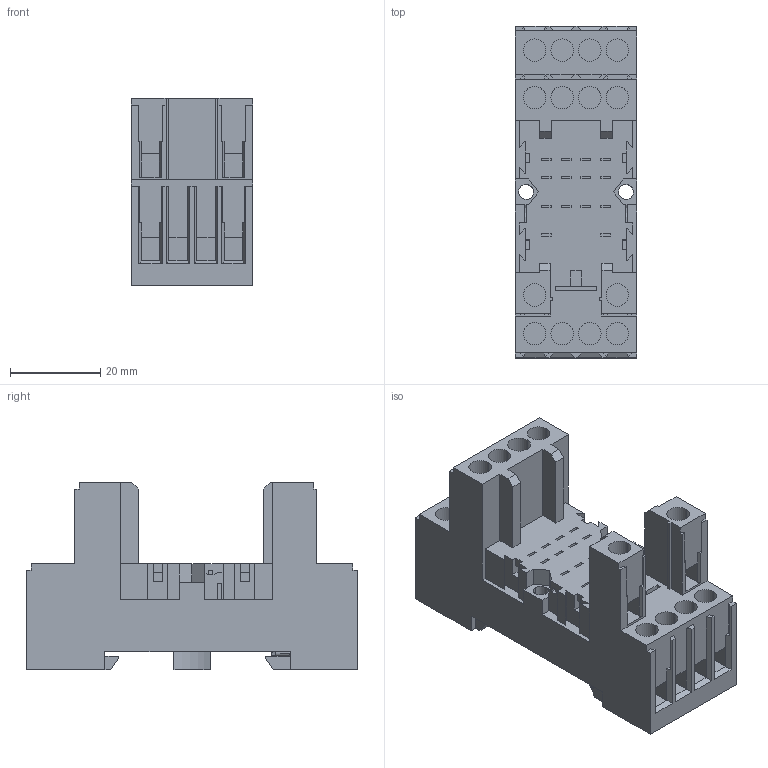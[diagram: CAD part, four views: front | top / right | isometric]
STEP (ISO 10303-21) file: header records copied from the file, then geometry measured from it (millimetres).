
FILE_DESCRIPTION(('CATIA V5R19 STEP'),'2;1');
FILE_NAME ('7642313_3', '2015-10-01T06:15:17+00:00', ('Weidmueller Interface'), ('Weidmueller'), 'CATIA Version 5 Release 20 SP 5 (IN-10)', 'CATIA V5 STEP AP214', 'none');
FILE_SCHEMA(('AUTOMOTIVE_DESIGN { 1 0 10303 214 1 1 1 1 }'));
Length unit declared in the file: millimetre
Products named in the file (1): 8869390000
Bounding box: 27 x 73.5 x 41.5 mm (x, y, z)
Volume: 44739.5 mm3; surface area: 16468.5 mm2
Topology: 2 solids, 2 shells, 500 faces, 1349 edges, 885 vertices
Faces by surface type: plane 450, cylinder 44, torus 6
Entity records: 17729 total; most frequent: CARTESIAN_POINT 2790, ORIENTED_EDGE 2698, DIRECTION 1773, EDGE_CURVE 1349, VECTOR 1198, LINE 1198, VERTEX_POINT 885, EDGE_LOOP 536
